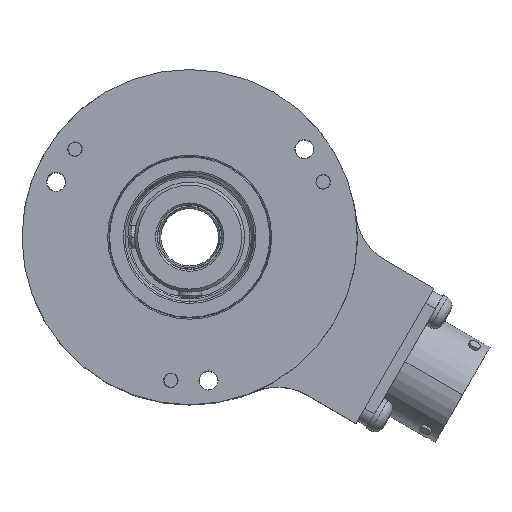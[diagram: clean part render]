
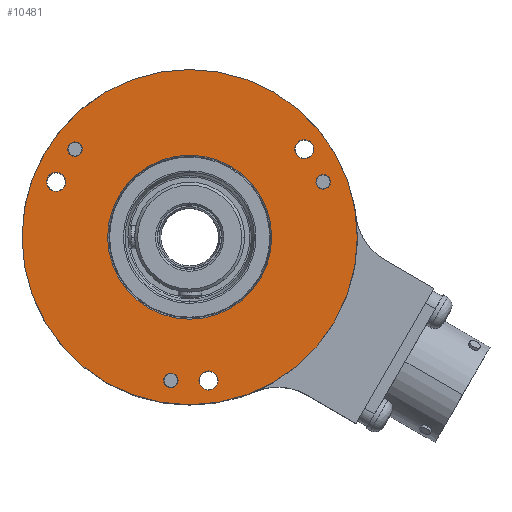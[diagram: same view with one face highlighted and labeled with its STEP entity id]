
A CAD part, top view. The second image highlights one B-rep face of the part: STEP entity #10481.
In plain terms, the highlighted planar face has unit normal (0, 0, 1).
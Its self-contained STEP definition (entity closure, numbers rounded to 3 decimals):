
#2165=CARTESIAN_POINT('',(0.,0.,18.));
#2166=DIRECTION('',(0.,0.,1.));
#2167=DIRECTION('',(1.,0.,0.));
#2168=AXIS2_PLACEMENT_3D('',#2165,#2166,#2167);
#2170=CARTESIAN_POINT('',(0.,0.,18.));
#2171=DIRECTION('',(0.,0.,1.));
#2172=DIRECTION('',(-1.,0.,0.));
#2173=AXIS2_PLACEMENT_3D('',#2170,#2171,#2172);
#2175=CARTESIAN_POINT('',(-19.834,15.219,18.));
#2176=DIRECTION('',(0.,0.,-1.));
#2177=DIRECTION('',(-0.793,0.609,0.));
#2178=AXIS2_PLACEMENT_3D('',#2175,#2176,#2177);
#2180=CARTESIAN_POINT('',(-19.834,15.219,18.));
#2181=DIRECTION('',(0.,0.,-1.));
#2182=DIRECTION('',(0.793,-0.609,0.));
#2183=AXIS2_PLACEMENT_3D('',#2180,#2181,#2182);
#2185=CARTESIAN_POINT('',(-3.263,-24.786,18.));
#2186=DIRECTION('',(0.,0.,-1.));
#2187=DIRECTION('',(-0.131,-0.991,0.));
#2188=AXIS2_PLACEMENT_3D('',#2185,#2186,#2187);
#2190=CARTESIAN_POINT('',(-3.263,-24.786,18.));
#2191=DIRECTION('',(0.,0.,-1.));
#2192=DIRECTION('',(0.131,0.991,0.));
#2193=AXIS2_PLACEMENT_3D('',#2190,#2191,#2192);
#2195=CARTESIAN_POINT('',(23.097,9.567,18.));
#2196=DIRECTION('',(0.,0.,-1.));
#2197=DIRECTION('',(0.924,0.383,0.));
#2198=AXIS2_PLACEMENT_3D('',#2195,#2196,#2197);
#2200=CARTESIAN_POINT('',(23.097,9.567,18.));
#2201=DIRECTION('',(0.,0.,-1.));
#2202=DIRECTION('',(-0.924,-0.383,0.));
#2203=AXIS2_PLACEMENT_3D('',#2200,#2201,#2202);
#2205=CARTESIAN_POINT('',(3.263,-24.786,18.));
#2206=DIRECTION('',(0.,0.,1.));
#2207=DIRECTION('',(0.,-1.,0.));
#2208=AXIS2_PLACEMENT_3D('',#2205,#2206,#2207);
#2210=CARTESIAN_POINT('',(3.263,-24.786,18.));
#2211=DIRECTION('',(0.,0.,1.));
#2212=DIRECTION('',(0.,1.,0.));
#2213=AXIS2_PLACEMENT_3D('',#2210,#2211,#2212);
#2215=CARTESIAN_POINT('',(19.834,15.219,18.));
#2216=DIRECTION('',(0.,0.,1.));
#2217=DIRECTION('',(0.,-1.,0.));
#2218=AXIS2_PLACEMENT_3D('',#2215,#2216,#2217);
#2220=CARTESIAN_POINT('',(19.834,15.219,18.));
#2221=DIRECTION('',(0.,0.,1.));
#2222=DIRECTION('',(0.,1.,0.));
#2223=AXIS2_PLACEMENT_3D('',#2220,#2221,#2222);
#2225=CARTESIAN_POINT('',(-23.097,9.567,18.));
#2226=DIRECTION('',(0.,0.,1.));
#2227=DIRECTION('',(0.,-1.,0.));
#2228=AXIS2_PLACEMENT_3D('',#2225,#2226,#2227);
#2230=CARTESIAN_POINT('',(-23.097,9.567,18.));
#2231=DIRECTION('',(0.,0.,1.));
#2232=DIRECTION('',(0.,1.,0.));
#2233=AXIS2_PLACEMENT_3D('',#2230,#2231,#2232);
#2235=CARTESIAN_POINT('',(0.,0.,18.));
#2236=DIRECTION('',(0.,0.,-1.));
#2237=DIRECTION('',(-1.,0.,0.));
#2238=AXIS2_PLACEMENT_3D('',#2235,#2236,#2237);
#2253=CARTESIAN_POINT('',(0.,0.,18.));
#2254=DIRECTION('',(0.,0.,-1.));
#2255=DIRECTION('',(1.,0.,0.));
#2256=AXIS2_PLACEMENT_3D('',#2253,#2254,#2255);
#6714=CARTESIAN_POINT('',(29.,0.,18.));
#6715=CARTESIAN_POINT('',(-29.,0.,18.));
#6716=VERTEX_POINT('',#6714);
#6717=VERTEX_POINT('',#6715);
#6718=CARTESIAN_POINT('',(-20.826,15.98,18.));
#6719=CARTESIAN_POINT('',(-18.842,14.458,18.));
#6720=VERTEX_POINT('',#6718);
#6721=VERTEX_POINT('',#6719);
#6722=CARTESIAN_POINT('',(-3.426,-26.025,18.));
#6723=CARTESIAN_POINT('',(-3.1,-23.547,18.));
#6724=VERTEX_POINT('',#6722);
#6725=VERTEX_POINT('',#6723);
#6726=CARTESIAN_POINT('',(24.252,10.045,18.));
#6727=CARTESIAN_POINT('',(21.942,9.089,18.));
#6728=VERTEX_POINT('',#6726);
#6729=VERTEX_POINT('',#6727);
#6730=CARTESIAN_POINT('',(14.188,0.,18.));
#6731=CARTESIAN_POINT('',(-14.188,0.,18.));
#6732=VERTEX_POINT('',#6730);
#6733=VERTEX_POINT('',#6731);
#6738=CARTESIAN_POINT('',(3.263,-26.436,18.));
#6739=CARTESIAN_POINT('',(3.263,-23.136,18.));
#6740=VERTEX_POINT('',#6738);
#6741=VERTEX_POINT('',#6739);
#6746=CARTESIAN_POINT('',(19.834,13.569,18.));
#6747=CARTESIAN_POINT('',(19.834,16.869,18.));
#6748=VERTEX_POINT('',#6746);
#6749=VERTEX_POINT('',#6747);
#6754=CARTESIAN_POINT('',(-23.097,7.917,18.));
#6755=CARTESIAN_POINT('',(-23.097,11.217,18.));
#6756=VERTEX_POINT('',#6754);
#6757=VERTEX_POINT('',#6755);
#10431=CARTESIAN_POINT('',(0.,0.,18.));
#10432=DIRECTION('',(0.,0.,1.));
#10433=DIRECTION('',(1.,0.,0.));
#10434=AXIS2_PLACEMENT_3D('',#10431,#10432,#10433);
#10435=PLANE('',#10434);
#10436=ORIENTED_EDGE('',*,*,#9310,.F.);
#10437=ORIENTED_EDGE('',*,*,#9265,.F.);
#10438=EDGE_LOOP('',(#10436,#10437));
#10439=FACE_OUTER_BOUND('',#10438,.F.);
#10441=ORIENTED_EDGE('',*,*,#10440,.F.);
#10443=ORIENTED_EDGE('',*,*,#10442,.F.);
#10444=EDGE_LOOP('',(#10441,#10443));
#10445=FACE_BOUND('',#10444,.F.);
#10447=ORIENTED_EDGE('',*,*,#10446,.F.);
#10449=ORIENTED_EDGE('',*,*,#10448,.F.);
#10450=EDGE_LOOP('',(#10447,#10449));
#10451=FACE_BOUND('',#10450,.F.);
#10453=ORIENTED_EDGE('',*,*,#10452,.F.);
#10455=ORIENTED_EDGE('',*,*,#10454,.F.);
#10456=EDGE_LOOP('',(#10453,#10455));
#10457=FACE_BOUND('',#10456,.F.);
#10459=ORIENTED_EDGE('',*,*,#10458,.F.);
#10461=ORIENTED_EDGE('',*,*,#10460,.F.);
#10462=EDGE_LOOP('',(#10459,#10461));
#10463=FACE_BOUND('',#10462,.F.);
#10464=ORIENTED_EDGE('',*,*,#10421,.T.);
#10466=ORIENTED_EDGE('',*,*,#10465,.T.);
#10467=EDGE_LOOP('',(#10464,#10466));
#10468=FACE_BOUND('',#10467,.F.);
#10470=ORIENTED_EDGE('',*,*,#10469,.T.);
#10472=ORIENTED_EDGE('',*,*,#10471,.T.);
#10473=EDGE_LOOP('',(#10470,#10472));
#10474=FACE_BOUND('',#10473,.F.);
#10476=ORIENTED_EDGE('',*,*,#10475,.T.);
#10478=ORIENTED_EDGE('',*,*,#10477,.T.);
#10479=EDGE_LOOP('',(#10476,#10478));
#10480=FACE_BOUND('',#10479,.F.);
#2169=CIRCLE('',#2168,29.);
#2174=CIRCLE('',#2173,29.);
#2179=CIRCLE('',#2178,1.25);
#2184=CIRCLE('',#2183,1.25);
#2189=CIRCLE('',#2188,1.25);
#2194=CIRCLE('',#2193,1.25);
#2199=CIRCLE('',#2198,1.25);
#2204=CIRCLE('',#2203,1.25);
#2209=CIRCLE('',#2208,1.65);
#2214=CIRCLE('',#2213,1.65);
#2219=CIRCLE('',#2218,1.65);
#2224=CIRCLE('',#2223,1.65);
#2229=CIRCLE('',#2228,1.65);
#2234=CIRCLE('',#2233,1.65);
#2239=CIRCLE('',#2238,14.188);
#2257=CIRCLE('',#2256,14.188);
#9265=EDGE_CURVE('',#6717,#6716,#2174,.T.);
#9310=EDGE_CURVE('',#6716,#6717,#2169,.T.);
#10421=EDGE_CURVE('',#6740,#6741,#2209,.T.);
#10440=EDGE_CURVE('',#6733,#6732,#2239,.T.);
#10442=EDGE_CURVE('',#6732,#6733,#2257,.T.);
#10446=EDGE_CURVE('',#6720,#6721,#2179,.T.);
#10448=EDGE_CURVE('',#6721,#6720,#2184,.T.);
#10452=EDGE_CURVE('',#6724,#6725,#2189,.T.);
#10454=EDGE_CURVE('',#6725,#6724,#2194,.T.);
#10458=EDGE_CURVE('',#6728,#6729,#2199,.T.);
#10460=EDGE_CURVE('',#6729,#6728,#2204,.T.);
#10465=EDGE_CURVE('',#6741,#6740,#2214,.T.);
#10469=EDGE_CURVE('',#6748,#6749,#2219,.T.);
#10471=EDGE_CURVE('',#6749,#6748,#2224,.T.);
#10475=EDGE_CURVE('',#6756,#6757,#2229,.T.);
#10477=EDGE_CURVE('',#6757,#6756,#2234,.T.);
#10481=ADVANCED_FACE('',(#10439,#10445,#10451,#10457,#10463,#10468,#10474,
#10480),#10435,.T.);
